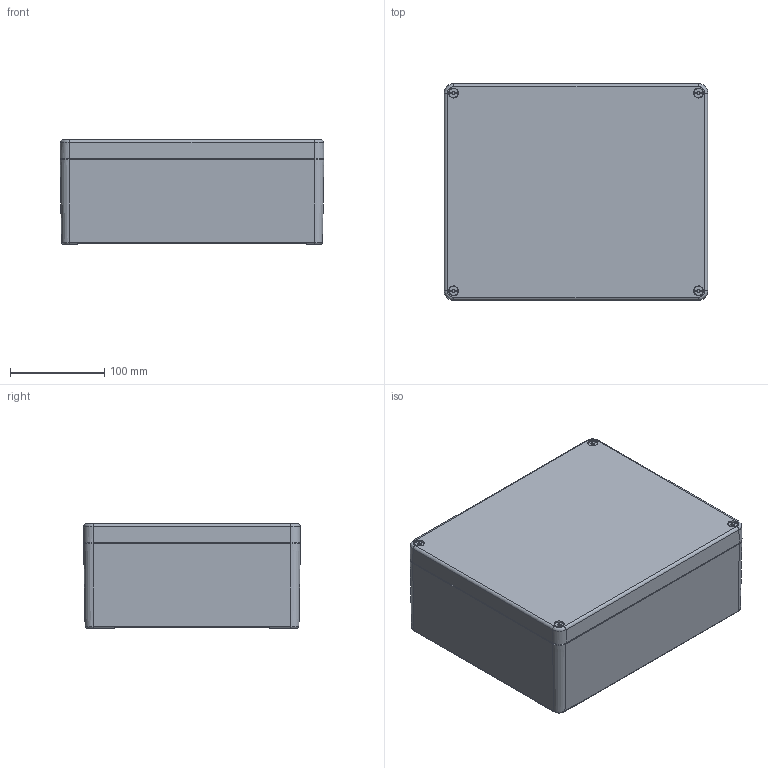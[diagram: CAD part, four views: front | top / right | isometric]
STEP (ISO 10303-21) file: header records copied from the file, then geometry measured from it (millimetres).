
FILE_DESCRIPTION(('CATIA V5R24 STEP','CAx-IF Rec.Pracs.--- Model Styling and Organization---1.2---2011-12-15'),'2;1');
FILE_NAME ('D1446053_0', '2018-04-10T08:53:55+00:00', ('Weidmueller Interface'), ('Weidmueller'), 'CATIA Version 5-6 Release 2014 SP4 HF52', 'CATIA V5 STEP AP214', 'none');
FILE_SCHEMA(('AUTOMOTIVE_DESIGN { 1 0 10303 214 1 1 1 1 }'));
Length unit declared in the file: millimetre
Products named in the file (1): _K71_Zusammenbau
Bounding box: 280 x 230 x 111 mm (x, y, z)
Volume: 1147633.3 mm3; surface area: 520666.1 mm2
Topology: 9 solids, 9 shells, 942 faces, 2298 edges, 1454 vertices
Faces by surface type: plane 405, cylinder 261, cone 154, torus 98, bspline 16, sphere 8
Entity records: 29505 total; most frequent: CARTESIAN_POINT 8195, ORIENTED_EDGE 4580, DIRECTION 3399, EDGE_CURVE 2290, AXIS2_PLACEMENT_3D 1575, VERTEX_POINT 1454, VECTOR 1179, LINE 1179
